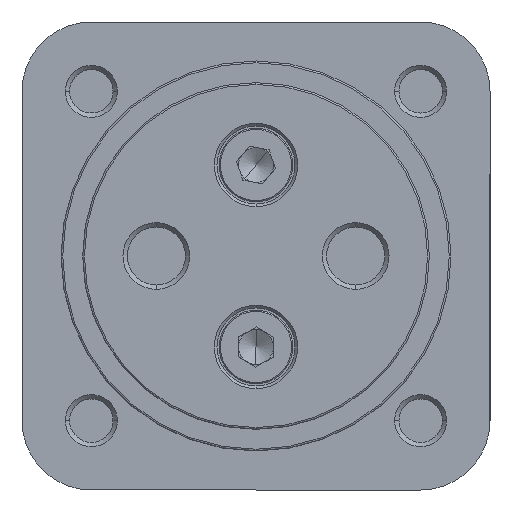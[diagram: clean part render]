
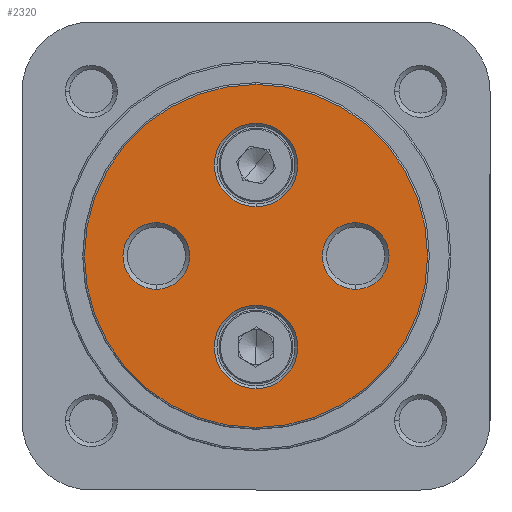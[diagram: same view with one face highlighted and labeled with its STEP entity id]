
A CAD part, left-side view. The second image highlights one B-rep face of the part: STEP entity #2320.
In plain terms, the highlighted planar face has unit normal (-1, 0, 0).
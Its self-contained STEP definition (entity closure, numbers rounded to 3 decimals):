
#207 = ORIENTED_EDGE ( 'NONE', *, *, #7657, .T. ) ;
#208 = ORIENTED_EDGE ( 'NONE', *, *, #8221, .T. ) ;
#209 = ORIENTED_EDGE ( 'NONE', *, *, #7648, .T. ) ;
#210 = ORIENTED_EDGE ( 'NONE', *, *, #8217, .T. ) ;
#211 = ORIENTED_EDGE ( 'NONE', *, *, #7653, .T. ) ;
#212 = ORIENTED_EDGE ( 'NONE', *, *, #8253, .T. ) ;
#213 = ORIENTED_EDGE ( 'NONE', *, *, #7660, .T. ) ;
#214 = ORIENTED_EDGE ( 'NONE', *, *, #8249, .T. ) ;
#215 = ORIENTED_EDGE ( 'NONE', *, *, #8267, .T. ) ;
#216 = ORIENTED_EDGE ( 'NONE', *, *, #7640, .T. ) ;
#541 = EDGE_LOOP ( 'NONE', ( #214, #213 ) ) ;
#606 = EDGE_LOOP ( 'NONE', ( #212, #211 ) ) ;
#686 = EDGE_LOOP ( 'NONE', ( #210, #209 ) ) ;
#741 = EDGE_LOOP ( 'NONE', ( #208, #207 ) ) ;
#745 = EDGE_LOOP ( 'NONE', ( #216, #215 ) ) ;
#924 = CIRCLE ( 'NONE', #5273, 3.85 ) ;
#930 = CIRCLE ( 'NONE', #5277, 3.85 ) ;
#972 = CIRCLE ( 'NONE', #5291, 4.8 ) ;
#974 = CIRCLE ( 'NONE', #5293, 4.8 ) ;
#993 = CIRCLE ( 'NONE', #5307, 19.8 ) ;
#1929 = FACE_OUTER_BOUND ( 'NONE', #745, .T. ) ;
#1932 = FACE_BOUND ( 'NONE', #741, .T. ) ;
#1941 = FACE_BOUND ( 'NONE', #541, .T. ) ;
#1943 = FACE_BOUND ( 'NONE', #606, .T. ) ;
#1945 = FACE_BOUND ( 'NONE', #686, .T. ) ;
#2320 = ADVANCED_FACE ( 'NONE', ( #1929, #1941, #1943, #1945, #1932 ), #3090, .F. ) ;
#2611 = VERTEX_POINT ( 'NONE', #5594 ) ;
#2612 = VERTEX_POINT ( 'NONE', #5595 ) ;
#2633 = VERTEX_POINT ( 'NONE', #5616 ) ;
#2634 = VERTEX_POINT ( 'NONE', #5617 ) ;
#2637 = VERTEX_POINT ( 'NONE', #5620 ) ;
#2638 = VERTEX_POINT ( 'NONE', #5621 ) ;
#2665 = VERTEX_POINT ( 'NONE', #5648 ) ;
#2666 = VERTEX_POINT ( 'NONE', #5649 ) ;
#2669 = VERTEX_POINT ( 'NONE', #5652 ) ;
#2670 = VERTEX_POINT ( 'NONE', #5653 ) ;
#3081 = CARTESIAN_POINT ( 'NONE',  ( 0., 0., 0. ) ) ;
#3090 = PLANE ( 'NONE',  #8311 ) ;
#3093 = DIRECTION ( 'NONE',  ( 1., 0., 0. ) ) ;
#3094 = DIRECTION ( 'NONE',  ( 0., 0., -1. ) ) ;
#4143 = CIRCLE ( 'NONE', #5055, 19.8 ) ;
#4151 = CIRCLE ( 'NONE', #5063, 3.85 ) ;
#4156 = CIRCLE ( 'NONE', #5065, 4.8 ) ;
#4160 = CIRCLE ( 'NONE', #5071, 3.85 ) ;
#4164 = CIRCLE ( 'NONE', #5075, 4.8 ) ;
#5055 = AXIS2_PLACEMENT_3D ( 'NONE', #5953, #5954, #5955 ) ;
#5063 = AXIS2_PLACEMENT_3D ( 'NONE', #5976, #5977, #5978 ) ;
#5065 = AXIS2_PLACEMENT_3D ( 'NONE', #5990, #5991, #5992 ) ;
#5071 = AXIS2_PLACEMENT_3D ( 'NONE', #6002, #6003, #6004 ) ;
#5075 = AXIS2_PLACEMENT_3D ( 'NONE', #5982, #6012, #6013 ) ;
#5273 = AXIS2_PLACEMENT_3D ( 'NONE', #7323, #7324, #7325 ) ;
#5277 = AXIS2_PLACEMENT_3D ( 'NONE', #7333, #7334, #7335 ) ;
#5291 = AXIS2_PLACEMENT_3D ( 'NONE', #7403, #7404, #7405 ) ;
#5293 = AXIS2_PLACEMENT_3D ( 'NONE', #7414, #7415, #7416 ) ;
#5307 = AXIS2_PLACEMENT_3D ( 'NONE', #7445, #7458, #7459 ) ;
#5594 = CARTESIAN_POINT ( 'NONE',  ( 0., 0., 19.8 ) ) ;
#5595 = CARTESIAN_POINT ( 'NONE',  ( 0., 0., -19.8 ) ) ;
#5616 = CARTESIAN_POINT ( 'NONE',  ( 0., 0., 5.7 ) ) ;
#5617 = CARTESIAN_POINT ( 'NONE',  ( 0., 0., 15.3 ) ) ;
#5620 = CARTESIAN_POINT ( 'NONE',  ( 0., 0., -15.3 ) ) ;
#5621 = CARTESIAN_POINT ( 'NONE',  ( 0., 0., -5.7 ) ) ;
#5648 = CARTESIAN_POINT ( 'NONE',  ( 0., 11.5, -3.85 ) ) ;
#5649 = CARTESIAN_POINT ( 'NONE',  ( 0., 11.5, 3.85 ) ) ;
#5652 = CARTESIAN_POINT ( 'NONE',  ( 0., -11.5, -3.85 ) ) ;
#5653 = CARTESIAN_POINT ( 'NONE',  ( 0., -11.5, 3.85 ) ) ;
#5953 = CARTESIAN_POINT ( 'NONE',  ( 0., 0., 0. ) ) ;
#5954 = DIRECTION ( 'NONE',  ( -1., 0., 0. ) ) ;
#5955 = DIRECTION ( 'NONE',  ( 0., 0., -1. ) ) ;
#5976 = CARTESIAN_POINT ( 'NONE',  ( 0., -11.5, 0. ) ) ;
#5977 = DIRECTION ( 'NONE',  ( 1., 0., 0. ) ) ;
#5978 = DIRECTION ( 'NONE',  ( 0., 0., -1. ) ) ;
#5982 = CARTESIAN_POINT ( 'NONE',  ( 0., 0., -10.5 ) ) ;
#5990 = CARTESIAN_POINT ( 'NONE',  ( 0., 0., 10.5 ) ) ;
#5991 = DIRECTION ( 'NONE',  ( 1., 0., 0. ) ) ;
#5992 = DIRECTION ( 'NONE',  ( 0., 0., -1. ) ) ;
#6002 = CARTESIAN_POINT ( 'NONE',  ( 0., 11.5, 0. ) ) ;
#6003 = DIRECTION ( 'NONE',  ( 1., 0., 0. ) ) ;
#6004 = DIRECTION ( 'NONE',  ( 0., 0., -1. ) ) ;
#6012 = DIRECTION ( 'NONE',  ( 1., 0., 0. ) ) ;
#6013 = DIRECTION ( 'NONE',  ( 0., 0., -1. ) ) ;
#7323 = CARTESIAN_POINT ( 'NONE',  ( 0., -11.5, 0. ) ) ;
#7324 = DIRECTION ( 'NONE',  ( 1., 0., 0. ) ) ;
#7325 = DIRECTION ( 'NONE',  ( 0., 0., -1. ) ) ;
#7333 = CARTESIAN_POINT ( 'NONE',  ( 0., 11.5, 0. ) ) ;
#7334 = DIRECTION ( 'NONE',  ( 1., 0., 0. ) ) ;
#7335 = DIRECTION ( 'NONE',  ( 0., 0., -1. ) ) ;
#7403 = CARTESIAN_POINT ( 'NONE',  ( 0., 0., -10.5 ) ) ;
#7404 = DIRECTION ( 'NONE',  ( 1., 0., 0. ) ) ;
#7405 = DIRECTION ( 'NONE',  ( 0., 0., -1. ) ) ;
#7414 = CARTESIAN_POINT ( 'NONE',  ( 0., 0., 10.5 ) ) ;
#7415 = DIRECTION ( 'NONE',  ( 1., 0., 0. ) ) ;
#7416 = DIRECTION ( 'NONE',  ( 0., 0., -1. ) ) ;
#7445 = CARTESIAN_POINT ( 'NONE',  ( 0., 0., 0. ) ) ;
#7458 = DIRECTION ( 'NONE',  ( -1., 0., 0. ) ) ;
#7459 = DIRECTION ( 'NONE',  ( 0., 0., -1. ) ) ;
#7640 = EDGE_CURVE ( 'NONE', #2612, #2611, #4143, .T. ) ;
#7648 = EDGE_CURVE ( 'NONE', #2669, #2670, #4151, .T. ) ;
#7653 = EDGE_CURVE ( 'NONE', #2633, #2634, #4156, .T. ) ;
#7657 = EDGE_CURVE ( 'NONE', #2665, #2666, #4160, .T. ) ;
#7660 = EDGE_CURVE ( 'NONE', #2637, #2638, #4164, .T. ) ;
#8217 = EDGE_CURVE ( 'NONE', #2670, #2669, #924, .T. ) ;
#8221 = EDGE_CURVE ( 'NONE', #2666, #2665, #930, .T. ) ;
#8249 = EDGE_CURVE ( 'NONE', #2638, #2637, #972, .T. ) ;
#8253 = EDGE_CURVE ( 'NONE', #2634, #2633, #974, .T. ) ;
#8267 = EDGE_CURVE ( 'NONE', #2611, #2612, #993, .T. ) ;
#8311 = AXIS2_PLACEMENT_3D ( 'NONE', #3081, #3093, #3094 ) ;
